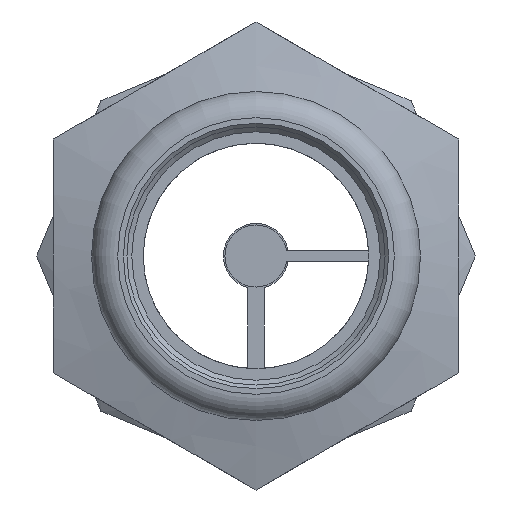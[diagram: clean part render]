
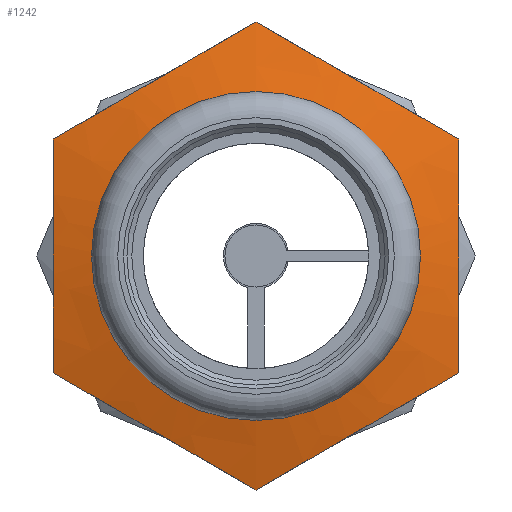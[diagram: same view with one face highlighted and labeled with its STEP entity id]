
A CAD part, left-side view. The second image highlights one B-rep face of the part: STEP entity #1242.
In plain terms, the highlighted conical face has half-angle 75 degrees and reference radius 21.579 mm.
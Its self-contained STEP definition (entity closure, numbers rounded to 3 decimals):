
#41=(
BOUNDED_CURVE()
B_SPLINE_CURVE(2,(#1920,#1921,#1922),.UNSPECIFIED.,.F.,.F.)
B_SPLINE_CURVE_WITH_KNOTS((3,3),(0.,2.663),.UNSPECIFIED.)
CURVE()
GEOMETRIC_REPRESENTATION_ITEM()
RATIONAL_B_SPLINE_CURVE((1.,1.155,1.))
REPRESENTATION_ITEM($)
);
#44=(
BOUNDED_CURVE()
B_SPLINE_CURVE(2,(#1935,#1936,#1937),.UNSPECIFIED.,.F.,.F.)
B_SPLINE_CURVE_WITH_KNOTS((3,3),(0.,2.663),.UNSPECIFIED.)
CURVE()
GEOMETRIC_REPRESENTATION_ITEM()
RATIONAL_B_SPLINE_CURVE((1.,1.155,1.))
REPRESENTATION_ITEM($)
);
#47=(
BOUNDED_CURVE()
B_SPLINE_CURVE(2,(#1949,#1950,#1951),.UNSPECIFIED.,.F.,.F.)
B_SPLINE_CURVE_WITH_KNOTS((3,3),(0.,2.663),.UNSPECIFIED.)
CURVE()
GEOMETRIC_REPRESENTATION_ITEM()
RATIONAL_B_SPLINE_CURVE((1.,1.155,1.))
REPRESENTATION_ITEM($)
);
#50=(
BOUNDED_CURVE()
B_SPLINE_CURVE(2,(#1963,#1964,#1965),.UNSPECIFIED.,.F.,.F.)
B_SPLINE_CURVE_WITH_KNOTS((3,3),(0.,2.663),.UNSPECIFIED.)
CURVE()
GEOMETRIC_REPRESENTATION_ITEM()
RATIONAL_B_SPLINE_CURVE((1.,1.155,1.))
REPRESENTATION_ITEM($)
);
#53=(
BOUNDED_CURVE()
B_SPLINE_CURVE(2,(#1977,#1978,#1979),.UNSPECIFIED.,.F.,.F.)
B_SPLINE_CURVE_WITH_KNOTS((3,3),(0.,2.663),.UNSPECIFIED.)
CURVE()
GEOMETRIC_REPRESENTATION_ITEM()
RATIONAL_B_SPLINE_CURVE((1.,1.155,1.))
REPRESENTATION_ITEM($)
);
#56=(
BOUNDED_CURVE()
B_SPLINE_CURVE(2,(#2000,#2001,#2002),.UNSPECIFIED.,.F.,.F.)
B_SPLINE_CURVE_WITH_KNOTS((3,3),(0.,2.663),.UNSPECIFIED.)
CURVE()
GEOMETRIC_REPRESENTATION_ITEM()
RATIONAL_B_SPLINE_CURVE((1.,1.155,1.))
REPRESENTATION_ITEM($)
);
#188=CONICAL_SURFACE($,#1353,21.579,75.);
#220=FACE_BOUND($,#376,.T.);
#285=FACE_OUTER_BOUND($,#375,.T.);
#375=EDGE_LOOP($,(#893));
#376=EDGE_LOOP($,(#894,#895,#896,#897,#898,#899));
#506=CIRCLE($,#1354,16.6);
#581=VERTEX_POINT($,#1917);
#582=VERTEX_POINT($,#1919);
#585=VERTEX_POINT($,#1933);
#588=VERTEX_POINT($,#1947);
#591=VERTEX_POINT($,#1961);
#594=VERTEX_POINT($,#1975);
#596=VERTEX_POINT($,#1998);
#694=EDGE_CURVE($,#582,#581,#41,.T.);
#699=EDGE_CURVE($,#581,#585,#44,.T.);
#703=EDGE_CURVE($,#585,#588,#47,.T.);
#707=EDGE_CURVE($,#588,#591,#50,.T.);
#711=EDGE_CURVE($,#591,#594,#53,.T.);
#719=EDGE_CURVE($,#596,#596,#506,.T.);
#720=EDGE_CURVE($,#594,#582,#56,.T.);
#893=ORIENTED_EDGE($,*,*,#719,.F.);
#894=ORIENTED_EDGE($,*,*,#694,.T.);
#895=ORIENTED_EDGE($,*,*,#699,.T.);
#896=ORIENTED_EDGE($,*,*,#703,.T.);
#897=ORIENTED_EDGE($,*,*,#707,.T.);
#898=ORIENTED_EDGE($,*,*,#711,.T.);
#899=ORIENTED_EDGE($,*,*,#720,.T.);
#1242=ADVANCED_FACE($,(#285,#220),#188,.T.);
#1353=AXIS2_PLACEMENT_3D($,#1997,#1571,#1572);
#1354=AXIS2_PLACEMENT_3D($,#1999,#1573,#1574);
#1571=DIRECTION('center_axis',(1.,0.,0.));
#1572=DIRECTION('ref_axis',(0.,0.866,0.5));
#1573=DIRECTION('center_axis',(-1.,0.,0.));
#1574=DIRECTION('ref_axis',(0.,0.866,0.5));
#1917=CARTESIAN_POINT('',(22.668,0.,-26.558));
#1919=CARTESIAN_POINT('',(22.668,23.,-13.279));
#1920=CARTESIAN_POINT('Ctrl Pts',(22.668,23.,-13.279));
#1921=CARTESIAN_POINT('Ctrl Pts',(20.889,11.5,-19.919));
#1922=CARTESIAN_POINT('Ctrl Pts',(22.668,0.,
-26.558));
#1933=CARTESIAN_POINT('',(22.668,-23.,-13.279));
#1935=CARTESIAN_POINT('Ctrl Pts',(22.668,0.,
-26.558));
#1936=CARTESIAN_POINT('Ctrl Pts',(20.889,-11.5,-19.919));
#1937=CARTESIAN_POINT('Ctrl Pts',(22.668,-23.,-13.279));
#1947=CARTESIAN_POINT('',(22.668,-23.,13.279));
#1949=CARTESIAN_POINT('Ctrl Pts',(22.668,-23.,-13.279));
#1950=CARTESIAN_POINT('Ctrl Pts',(20.889,-23.,0.));
#1951=CARTESIAN_POINT('Ctrl Pts',(22.668,-23.,13.279));
#1961=CARTESIAN_POINT('',(22.668,0.,26.558));
#1963=CARTESIAN_POINT('Ctrl Pts',(22.668,-23.,13.279));
#1964=CARTESIAN_POINT('Ctrl Pts',(20.889,-11.5,19.919));
#1965=CARTESIAN_POINT('Ctrl Pts',(22.668,0.,
26.558));
#1975=CARTESIAN_POINT('',(22.668,23.,13.279));
#1977=CARTESIAN_POINT('Ctrl Pts',(22.668,0.,26.558));
#1978=CARTESIAN_POINT('Ctrl Pts',(20.889,11.5,19.919));
#1979=CARTESIAN_POINT('Ctrl Pts',(22.668,23.,13.279));
#1997=CARTESIAN_POINT('Origin',(21.334,0.,0.));
#1998=CARTESIAN_POINT('',(20.,14.376,-8.3));
#1999=CARTESIAN_POINT('Origin',(20.,0.,0.));
#2000=CARTESIAN_POINT('Ctrl Pts',(22.668,23.,13.279));
#2001=CARTESIAN_POINT('Ctrl Pts',(20.889,23.,0.));
#2002=CARTESIAN_POINT('Ctrl Pts',(22.668,23.,-13.279));
